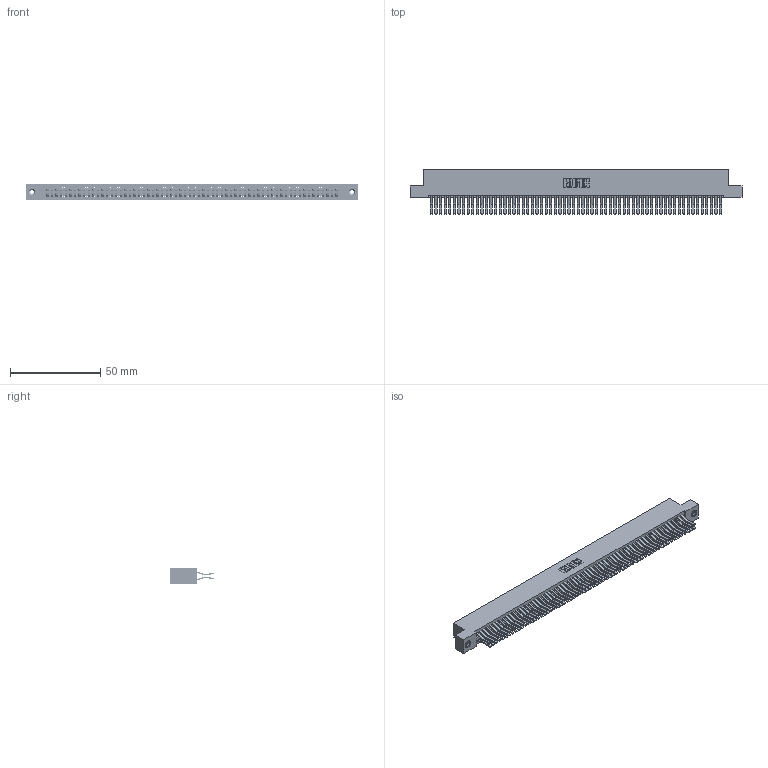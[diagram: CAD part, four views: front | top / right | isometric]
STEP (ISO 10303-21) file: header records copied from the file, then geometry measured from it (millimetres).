
FILE_DESCRIPTION (( 'STEP AP203' ), '1' );
FILE_NAME ('345-128-560-208.STEP', '2019-11-07T11:05:01', ( '' ), ( '' ), 'SwSTEP 2.0', 'SolidWorks 2016', '' );
FILE_SCHEMA (( 'CONFIG_CONTROL_DESIGN' ));
Length unit declared in the file: inch
Products named in the file (4): 345-250-001_345-250-003-102; 345-292-001_560 Tail; 345 Part_Flush Mounting Lugs - 0.156 Dia-TI; 345-128-560-208
Assembly tree (131 placements, depth 2):
  345-128-560-208
    345 Part_Flush Mounting Lugs - 0.156 Dia-TI
    345-292-001_560 Tail  x128
    345-250-001_345-250-003-102  x2
Bounding box: 183.77 x 24.45 x 9.4 mm (x, y, z)
Volume: 18888.2 mm3; surface area: 30517.2 mm2
Topology: 131 solids, 131 shells, 6842 faces, 20317 edges, 13366 vertices
Faces by surface type: plane 4336, cylinder 2490, cone 12, torus 4
Entity records: 48528 total; most frequent: CARTESIAN_POINT 8095, ORIENTED_EDGE 8022, DIRECTION 7141, EDGE_CURVE 4011, VECTOR 3599, LINE 3599, VERTEX_POINT 2668, AXIS2_PLACEMENT_3D 1771
